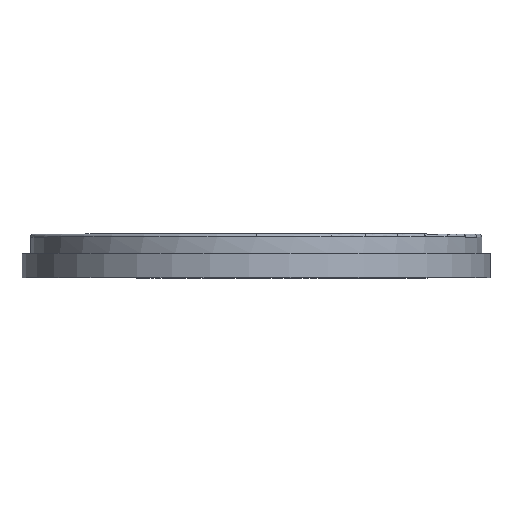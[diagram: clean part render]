
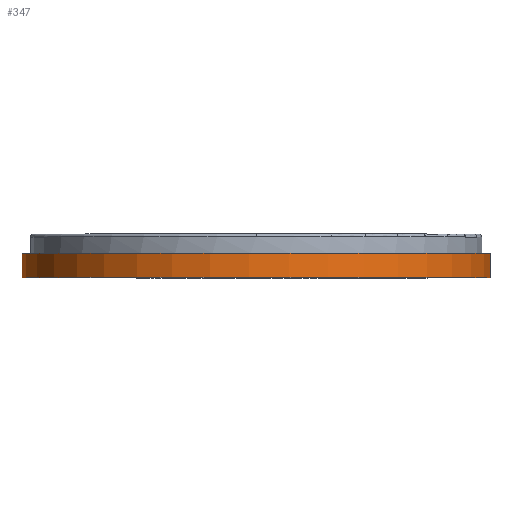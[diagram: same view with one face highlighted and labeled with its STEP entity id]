
A CAD part, top view. The second image highlights one B-rep face of the part: STEP entity #347.
In plain terms, the highlighted cylindrical face has radius 61.595 mm (diameter 123.19 mm), a partial arc.
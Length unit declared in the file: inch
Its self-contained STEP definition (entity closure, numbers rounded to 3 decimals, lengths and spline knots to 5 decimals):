
#66 = VECTOR ( 'NONE', #1387, 39.37008 ) ;
#69 = AXIS2_PLACEMENT_3D ( 'NONE', #663, #1979, #632 ) ;
#82 = DIRECTION ( 'NONE',  ( 0., -1., 0. ) ) ;
#108 = AXIS2_PLACEMENT_3D ( 'NONE', #1875, #1075, #1090 ) ;
#143 = CARTESIAN_POINT ( 'NONE',  ( 0., 0.25, 0. ) ) ;
#187 = ORIENTED_EDGE ( 'NONE', *, *, #642, .T. ) ;
#272 = EDGE_CURVE ( 'NONE', #1480, #1208, #306, .T. ) ;
#306 = CIRCLE ( 'NONE', #108, 2.425 ) ;
#347 = ADVANCED_FACE ( 'NONE', ( #1675 ), #1326, .T. ) ;
#509 = VERTEX_POINT ( 'NONE', #2153 ) ;
#632 = DIRECTION ( 'NONE',  ( 0., 0., 1. ) ) ;
#639 = AXIS2_PLACEMENT_3D ( 'NONE', #143, #708, #1107 ) ;
#642 = EDGE_CURVE ( 'NONE', #1480, #1014, #1646, .T. ) ;
#663 = CARTESIAN_POINT ( 'NONE',  ( 0., 0., 0. ) ) ;
#708 = DIRECTION ( 'NONE',  ( 0., -1., 0. ) ) ;
#892 = EDGE_LOOP ( 'NONE', ( #2316, #187, #2199, #1576 ) ) ;
#934 = EDGE_CURVE ( 'NONE', #509, #1208, #2189, .T. ) ;
#1014 = VERTEX_POINT ( 'NONE', #2353 ) ;
#1075 = DIRECTION ( 'NONE',  ( 0., 1., 0. ) ) ;
#1090 = DIRECTION ( 'NONE',  ( 0., 0., 1. ) ) ;
#1107 = DIRECTION ( 'NONE',  ( 0., 0., -1. ) ) ;
#1181 = VECTOR ( 'NONE', #82, 39.37008 ) ;
#1208 = VERTEX_POINT ( 'NONE', #1555 ) ;
#1326 = CYLINDRICAL_SURFACE ( 'NONE', #639, 2.425 ) ;
#1387 = DIRECTION ( 'NONE',  ( 0., 1., 0. ) ) ;
#1428 = CARTESIAN_POINT ( 'NONE',  ( 2.34444, 0.25, -0.61988 ) ) ;
#1438 = EDGE_CURVE ( 'NONE', #1014, #509, #1810, .T. ) ;
#1480 = VERTEX_POINT ( 'NONE', #1845 ) ;
#1555 = CARTESIAN_POINT ( 'NONE',  ( 2.34444, 0.25, -0.61988 ) ) ;
#1576 = ORIENTED_EDGE ( 'NONE', *, *, #934, .T. ) ;
#1646 = LINE ( 'NONE', #2411, #1181 ) ;
#1675 = FACE_OUTER_BOUND ( 'NONE', #892, .T. ) ;
#1810 = CIRCLE ( 'NONE', #69, 2.425 ) ;
#1845 = CARTESIAN_POINT ( 'NONE',  ( -2.42447, 0.25, 0.05067 ) ) ;
#1875 = CARTESIAN_POINT ( 'NONE',  ( 0., 0.25, 0. ) ) ;
#1979 = DIRECTION ( 'NONE',  ( 0., 1., 0. ) ) ;
#2153 = CARTESIAN_POINT ( 'NONE',  ( 2.34444, 0., -0.61988 ) ) ;
#2189 = LINE ( 'NONE', #1428, #66 ) ;
#2199 = ORIENTED_EDGE ( 'NONE', *, *, #1438, .T. ) ;
#2316 = ORIENTED_EDGE ( 'NONE', *, *, #272, .F. ) ;
#2353 = CARTESIAN_POINT ( 'NONE',  ( -2.42447, 0., 0.05067 ) ) ;
#2411 = CARTESIAN_POINT ( 'NONE',  ( -2.42447, 0.25, 0.05067 ) ) ;
